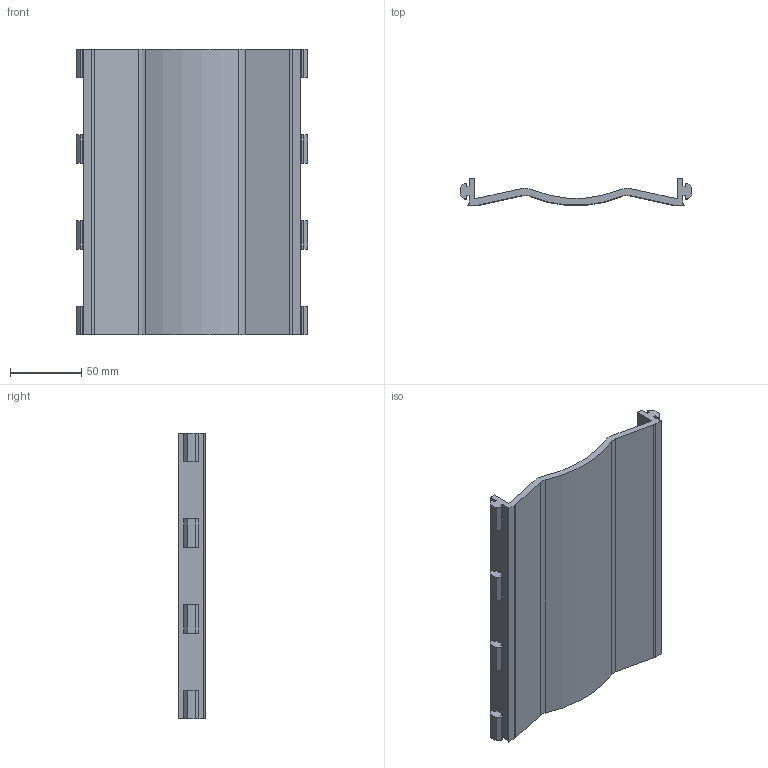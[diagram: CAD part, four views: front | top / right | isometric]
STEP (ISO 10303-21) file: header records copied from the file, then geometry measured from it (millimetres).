
FILE_DESCRIPTION (( 'STEP AP203' ), '1' );
FILE_NAME ('Bottom cover.STEP', '2026-01-11T20:17:20', ( '' ), ( '' ), 'SwSTEP 2.0', 'SolidWorks 2024', '' );
FILE_SCHEMA (( 'CONFIG_CONTROL_DESIGN' ));
Length unit declared in the file: millimetre
Products named in the file (1): Bottom cover
Bounding box: 161.9 x 19 x 200 mm (x, y, z)
Volume: 177704.2 mm3; surface area: 80624.3 mm2
Topology: 1 solids, 1 shells, 112 faces, 318 edges, 212 vertices
Faces by surface type: plane 100, cylinder 12
Entity records: 3663 total; most frequent: CARTESIAN_POINT 643, ORIENTED_EDGE 636, DIRECTION 568, EDGE_CURVE 318, LINE 294, VECTOR 294, VERTEX_POINT 212, AXIS2_PLACEMENT_3D 137
